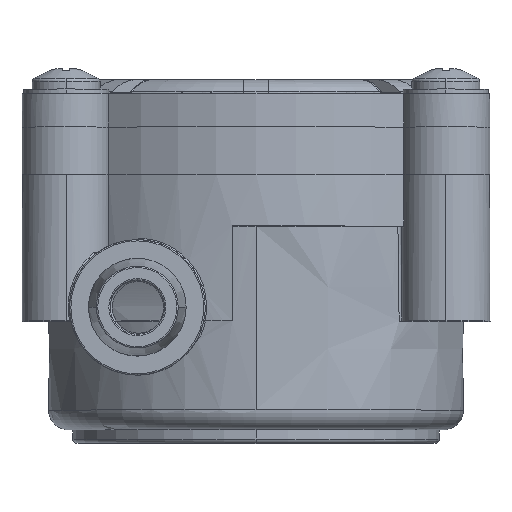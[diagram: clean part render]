
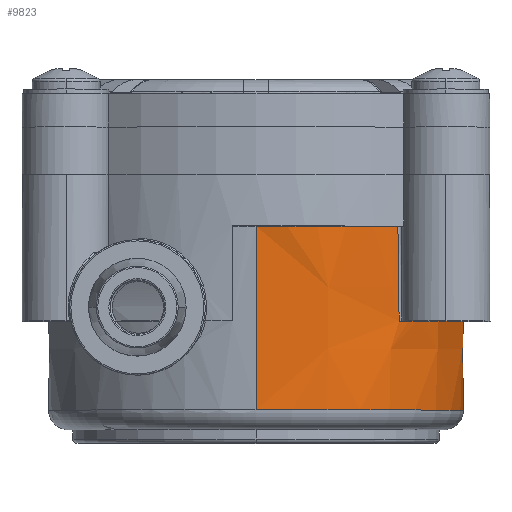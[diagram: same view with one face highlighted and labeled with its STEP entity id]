
A CAD part, top view. The second image highlights one B-rep face of the part: STEP entity #9823.
In plain terms, the highlighted conical face has half-angle 2 degrees and reference radius 15.774 mm.
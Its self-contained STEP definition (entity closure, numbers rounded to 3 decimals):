
#167 = VERTEX_POINT ( 'NONE', #19186 ) ;
#398 = AXIS2_PLACEMENT_3D ( 'NONE', #15102, #21351, #12996 ) ;
#823 = DIRECTION ( 'NONE',  ( 0., 0.999, -0.035 ) ) ;
#948 = EDGE_CURVE ( 'NONE', #11231, #13776, #12451, .T. ) ;
#1230 = CARTESIAN_POINT ( 'NONE',  ( 0., 15., 0. ) ) ;
#1319 = DIRECTION ( 'NONE',  ( 0., -1., 0. ) ) ;
#1802 = ORIENTED_EDGE ( 'NONE', *, *, #17276, .T. ) ;
#1874 = VERTEX_POINT ( 'NONE', #18037 ) ;
#1898 = ORIENTED_EDGE ( 'NONE', *, *, #6571, .T. ) ;
#2182 = ORIENTED_EDGE ( 'NONE', *, *, #14866, .T. ) ;
#2214 = EDGE_LOOP ( 'NONE', ( #16201, #25448, #4238, #1802, #2536, #4453, #9817, #1898, #13828, #23140, #19646, #7734, #2182 ) ) ;
#2381 = B_SPLINE_CURVE_WITH_KNOTS ( 'NONE', 3,
 ( #5551, #14081, #11781, #12072 ),
 .UNSPECIFIED., .F., .F.,
 ( 4, 4 ),
 ( 0., 1. ),
 .UNSPECIFIED. ) ;
#2532 = DIRECTION ( 'NONE',  ( -1., 0., 0. ) ) ;
#2536 = ORIENTED_EDGE ( 'NONE', *, *, #16317, .T. ) ;
#2733 = CIRCLE ( 'NONE', #18085, 15.301 ) ;
#3079 = AXIS2_PLACEMENT_3D ( 'NONE', #1230, #1319, #3502 ) ;
#3488 = CARTESIAN_POINT ( 'NONE',  ( 0., 1.448, 0. ) ) ;
#3502 = DIRECTION ( 'NONE',  ( 0., 0., 1. ) ) ;
#3670 = CONICAL_SURFACE ( 'NONE', #26645, 15.774, 0.035 ) ;
#3830 = CARTESIAN_POINT ( 'NONE',  ( 15.301, 1.448, 0. ) ) ;
#3851 = AXIS2_PLACEMENT_3D ( 'NONE', #13513, #17780, #2532 ) ;
#4238 = ORIENTED_EDGE ( 'NONE', *, *, #15477, .T. ) ;
#4453 = ORIENTED_EDGE ( 'NONE', *, *, #10455, .T. ) ;
#4983 = CARTESIAN_POINT ( 'NONE',  ( 0., 1.448, 15.301 ) ) ;
#5044 = DIRECTION ( 'NONE',  ( 0., 1., 0. ) ) ;
#5292 = VERTEX_POINT ( 'NONE', #7268 ) ;
#5469 = CARTESIAN_POINT ( 'NONE',  ( 10.461, 15., -11.806 ) ) ;
#5551 = CARTESIAN_POINT ( 'NONE',  ( 12.911, 15., 9.062 ) ) ;
#6263 = CARTESIAN_POINT ( 'NONE',  ( 12.513, 8., -9.196 ) ) ;
#6527 = CARTESIAN_POINT ( 'NONE',  ( 12.911, 15., -9.062 ) ) ;
#6571 = EDGE_CURVE ( 'NONE', #25142, #14926, #2381, .T. ) ;
#6689 = CARTESIAN_POINT ( 'NONE',  ( 12.643, 10.087, -9.143 ) ) ;
#6741 = CIRCLE ( 'NONE', #19211, 15.529 ) ;
#6919 = DIRECTION ( 'NONE',  ( 0., 0., 1. ) ) ;
#6964 = CARTESIAN_POINT ( 'NONE',  ( 0., 15., -15.774 ) ) ;
#7049 = DIRECTION ( 'NONE',  ( 0., 0.999, 0.035 ) ) ;
#7075 = CARTESIAN_POINT ( 'NONE',  ( 0., 15., 0. ) ) ;
#7268 = CARTESIAN_POINT ( 'NONE',  ( 10.461, 15., -11.806 ) ) ;
#7600 = CIRCLE ( 'NONE', #24064, 15.529 ) ;
#7734 = ORIENTED_EDGE ( 'NONE', *, *, #15256, .F. ) ;
#7753 = CARTESIAN_POINT ( 'NONE',  ( 12.513, 8., 9.196 ) ) ;
#8047 = CARTESIAN_POINT ( 'NONE',  ( 10.55, 8., -11.396 ) ) ;
#8336 = CIRCLE ( 'NONE', #3079, 15.774 ) ;
#8509 = CARTESIAN_POINT ( 'NONE',  ( 10.461, 15., 11.806 ) ) ;
#8859 = VECTOR ( 'NONE', #7049, 1000. ) ;
#9012 = CARTESIAN_POINT ( 'NONE',  ( 12.911, 15., 9.062 ) ) ;
#9088 = CARTESIAN_POINT ( 'NONE',  ( 12.911, 15., -9.062 ) ) ;
#9817 = ORIENTED_EDGE ( 'NONE', *, *, #13126, .T. ) ;
#9823 = ADVANCED_FACE ( 'NONE', ( #26848 ), #3670, .T. ) ;
#9848 = DIRECTION ( 'NONE',  ( 0., 1., 0. ) ) ;
#10005 = VERTEX_POINT ( 'NONE', #6263 ) ;
#10290 = VERTEX_POINT ( 'NONE', #8047 ) ;
#10455 = EDGE_CURVE ( 'NONE', #10005, #18613, #27518, .T. ) ;
#10512 = DIRECTION ( 'NONE',  ( 0., 0., 1. ) ) ;
#11022 = CARTESIAN_POINT ( 'NONE',  ( 10.482, 12.42, 11.667 ) ) ;
#11231 = VERTEX_POINT ( 'NONE', #24874 ) ;
#11255 = CIRCLE ( 'NONE', #398, 15.774 ) ;
#11269 = CARTESIAN_POINT ( 'NONE',  ( 0., 15., 15.774 ) ) ;
#11781 = CARTESIAN_POINT ( 'NONE',  ( 12.643, 10.087, 9.143 ) ) ;
#12072 = CARTESIAN_POINT ( 'NONE',  ( 12.513, 8., 9.196 ) ) ;
#12451 = LINE ( 'NONE', #6964, #25715 ) ;
#12996 = DIRECTION ( 'NONE',  ( 0., 0., 1. ) ) ;
#13126 = EDGE_CURVE ( 'NONE', #18613, #25142, #8336, .T. ) ;
#13413 = VERTEX_POINT ( 'NONE', #8509 ) ;
#13513 = CARTESIAN_POINT ( 'NONE',  ( 0., 1.448, 0. ) ) ;
#13624 = VERTEX_POINT ( 'NONE', #4983 ) ;
#13776 = VERTEX_POINT ( 'NONE', #14258 ) ;
#13828 = ORIENTED_EDGE ( 'NONE', *, *, #20298, .T. ) ;
#14081 = CARTESIAN_POINT ( 'NONE',  ( 12.775, 12.42, 9.098 ) ) ;
#14258 = CARTESIAN_POINT ( 'NONE',  ( 0., 15., -15.774 ) ) ;
#14779 = EDGE_CURVE ( 'NONE', #13413, #167, #26320, .T. ) ;
#14866 = EDGE_CURVE ( 'NONE', #13624, #24483, #27668, .T. ) ;
#14926 = VERTEX_POINT ( 'NONE', #7753 ) ;
#15102 = CARTESIAN_POINT ( 'NONE',  ( 0., 15., 0. ) ) ;
#15256 = EDGE_CURVE ( 'NONE', #13624, #167, #26631, .T. ) ;
#15477 = EDGE_CURVE ( 'NONE', #13776, #5292, #11255, .T. ) ;
#15918 = CARTESIAN_POINT ( 'NONE',  ( 0., 15., 0. ) ) ;
#16201 = ORIENTED_EDGE ( 'NONE', *, *, #22875, .T. ) ;
#16317 = EDGE_CURVE ( 'NONE', #10290, #10005, #6741, .T. ) ;
#16874 = CARTESIAN_POINT ( 'NONE',  ( 10.55, 8., 11.396 ) ) ;
#17276 = EDGE_CURVE ( 'NONE', #5292, #10290, #20409, .T. ) ;
#17780 = DIRECTION ( 'NONE',  ( 0., 1., 0. ) ) ;
#18037 = CARTESIAN_POINT ( 'NONE',  ( 10.55, 8., 11.396 ) ) ;
#18085 = AXIS2_PLACEMENT_3D ( 'NONE', #3488, #9848, #22922 ) ;
#18613 = VERTEX_POINT ( 'NONE', #6527 ) ;
#18820 = CARTESIAN_POINT ( 'NONE',  ( 10.512, 10.087, -11.53 ) ) ;
#19186 = CARTESIAN_POINT ( 'NONE',  ( 0., 15., 15.774 ) ) ;
#19211 = AXIS2_PLACEMENT_3D ( 'NONE', #27676, #19289, #10512 ) ;
#19289 = DIRECTION ( 'NONE',  ( 0., -1., 0. ) ) ;
#19646 = ORIENTED_EDGE ( 'NONE', *, *, #14779, .T. ) ;
#20298 = EDGE_CURVE ( 'NONE', #14926, #1874, #7600, .T. ) ;
#20409 = B_SPLINE_CURVE_WITH_KNOTS ( 'NONE', 3,
 ( #5469, #27488, #18820, #21369 ),
 .UNSPECIFIED., .F., .F.,
 ( 4, 4 ),
 ( 0., 1. ),
 .UNSPECIFIED. ) ;
#21014 = AXIS2_PLACEMENT_3D ( 'NONE', #7075, #22454, #24448 ) ;
#21351 = DIRECTION ( 'NONE',  ( 0., -1., 0. ) ) ;
#21369 = CARTESIAN_POINT ( 'NONE',  ( 10.55, 8., -11.396 ) ) ;
#21913 = B_SPLINE_CURVE_WITH_KNOTS ( 'NONE', 3,
 ( #16874, #27907, #11022, #25922 ),
 .UNSPECIFIED., .F., .F.,
 ( 4, 4 ),
 ( 0., 1. ),
 .UNSPECIFIED. ) ;
#22162 = CARTESIAN_POINT ( 'NONE',  ( 12.775, 12.42, -9.098 ) ) ;
#22454 = DIRECTION ( 'NONE',  ( 0., -1., 0. ) ) ;
#22625 = DIRECTION ( 'NONE',  ( 0., 0., 1. ) ) ;
#22875 = EDGE_CURVE ( 'NONE', #24483, #11231, #2733, .T. ) ;
#22922 = DIRECTION ( 'NONE',  ( -1., 0., 0. ) ) ;
#23140 = ORIENTED_EDGE ( 'NONE', *, *, #26403, .T. ) ;
#24064 = AXIS2_PLACEMENT_3D ( 'NONE', #24902, #26812, #22625 ) ;
#24073 = CARTESIAN_POINT ( 'NONE',  ( 12.513, 8., -9.196 ) ) ;
#24448 = DIRECTION ( 'NONE',  ( 0., 0., 1. ) ) ;
#24483 = VERTEX_POINT ( 'NONE', #3830 ) ;
#24874 = CARTESIAN_POINT ( 'NONE',  ( 0., 1.448, -15.301 ) ) ;
#24902 = CARTESIAN_POINT ( 'NONE',  ( 0., 8., 0. ) ) ;
#25142 = VERTEX_POINT ( 'NONE', #9012 ) ;
#25448 = ORIENTED_EDGE ( 'NONE', *, *, #948, .T. ) ;
#25715 = VECTOR ( 'NONE', #823, 1000. ) ;
#25922 = CARTESIAN_POINT ( 'NONE',  ( 10.461, 15., 11.806 ) ) ;
#26320 = CIRCLE ( 'NONE', #21014, 15.774 ) ;
#26403 = EDGE_CURVE ( 'NONE', #1874, #13413, #21913, .T. ) ;
#26631 = LINE ( 'NONE', #11269, #8859 ) ;
#26645 = AXIS2_PLACEMENT_3D ( 'NONE', #15918, #5044, #6919 ) ;
#26812 = DIRECTION ( 'NONE',  ( 0., -1., 0. ) ) ;
#26848 = FACE_OUTER_BOUND ( 'NONE', #2214, .T. ) ;
#27488 = CARTESIAN_POINT ( 'NONE',  ( 10.482, 12.42, -11.667 ) ) ;
#27518 = B_SPLINE_CURVE_WITH_KNOTS ( 'NONE', 3,
 ( #24073, #6689, #22162, #9088 ),
 .UNSPECIFIED., .F., .F.,
 ( 4, 4 ),
 ( 0., 1. ),
 .UNSPECIFIED. ) ;
#27668 = CIRCLE ( 'NONE', #3851, 15.301 ) ;
#27676 = CARTESIAN_POINT ( 'NONE',  ( 0., 8., 0. ) ) ;
#27907 = CARTESIAN_POINT ( 'NONE',  ( 10.512, 10.087, 11.53 ) ) ;
